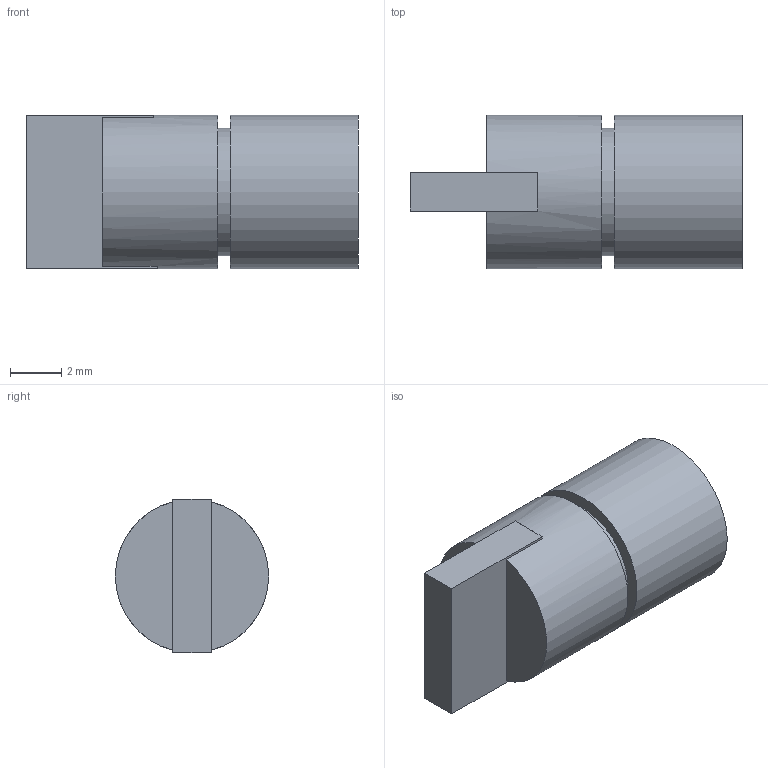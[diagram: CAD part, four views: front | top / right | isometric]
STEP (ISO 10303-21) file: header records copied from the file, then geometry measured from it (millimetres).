
FILE_DESCRIPTION(/* description */ ('STEP AP242','CAx-IF Rec.Pracs.---Representation and Presentation of Product Manufacturing Information (PMI)---4.0---2014-10-13','CAx-IF Rec.Pracs.---3D Tessellated Geometry---0.4---2014-09-14','2;1'),/* implementation_level */ '2;1');
FILE_NAME(/* name */ '65149648d220b77060f5ee94',/* time_stamp */ '2023-09-27T20:53:29Z',/* author */ (''),/* organization */ (''),/* preprocessor_version */ 'ST-DEVELOPER v19.4',/* originating_system */ ' ',/* authorisation */ ' ');
FILE_SCHEMA (('AP242_MANAGED_MODEL_BASED_3D_ENGINEERING_MIM_LF { 1 0 10303 442 1 1 4 }'));
Length unit declared in the file: metre
Products named in the file (1): 6mm 3v laser diode
Bounding box: 13 x 6 x 6 mm (x, y, z)
Volume: 298.5 mm3; surface area: 316.1 mm2
Topology: 1 solids, 1 shells, 19 faces, 40 edges, 26 vertices
Faces by surface type: plane 13, cylinder 6
Full cylindrical faces by diameter (mm): 3 x1, 5 x1, 6 x2
Entity records: 506 total; most frequent: DIRECTION 86, CARTESIAN_POINT 86, ORIENTED_EDGE 70, EDGE_CURVE 35, AXIS2_PLACEMENT_3D 33, EDGE_LOOP 26, FACE_BOUND 26, VERTEX_POINT 25
